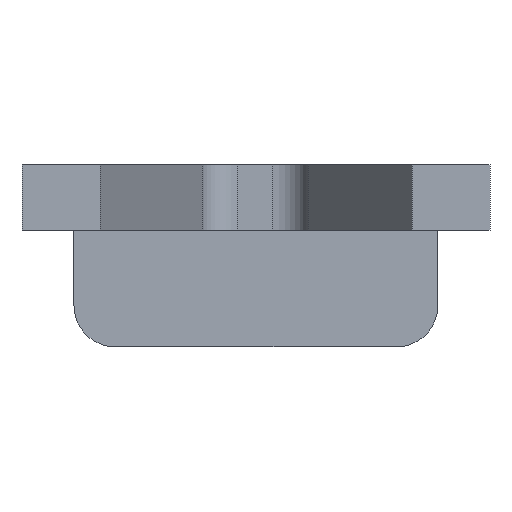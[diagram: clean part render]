
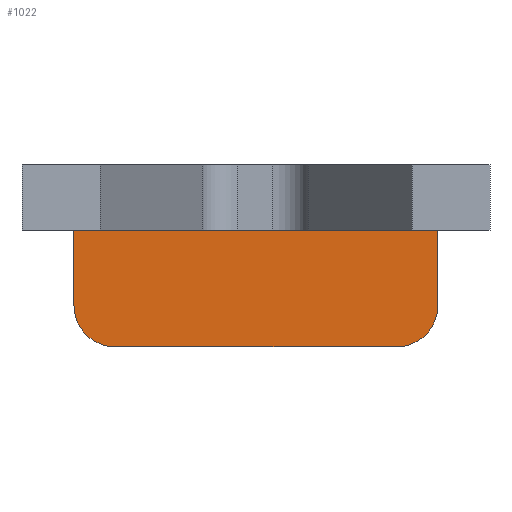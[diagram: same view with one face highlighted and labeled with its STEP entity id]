
A CAD part, left-side view. The second image highlights one B-rep face of the part: STEP entity #1022.
In plain terms, the highlighted planar face has unit normal (-1, 0, 0).
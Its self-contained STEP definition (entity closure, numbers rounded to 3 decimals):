
#75=LINE('',#1555,#187);
#84=LINE('',#1583,#196);
#97=LINE('',#1619,#209);
#99=LINE('',#1623,#211);
#102=LINE('',#1631,#214);
#104=LINE('',#1637,#216);
#105=LINE('',#1639,#217);
#106=LINE('',#1640,#218);
#187=VECTOR('',#1261,10.);
#196=VECTOR('',#1280,10.);
#209=VECTOR('',#1317,10.);
#211=VECTOR('',#1321,10.);
#214=VECTOR('',#1330,10.);
#216=VECTOR('',#1338,10.);
#217=VECTOR('',#1339,10.);
#218=VECTOR('',#1340,10.);
#266=PLANE('',#1101);
#331=FACE_OUTER_BOUND('',#397,.T.);
#397=EDGE_LOOP('',(#890,#891,#892,#893,#894,#895,#896,#897,#898,#899));
#439=CIRCLE('',#1097,8.);
#440=CIRCLE('',#1100,8.);
#500=VERTEX_POINT('',#1552);
#501=VERTEX_POINT('',#1554);
#514=VERTEX_POINT('',#1580);
#515=VERTEX_POINT('',#1582);
#526=VERTEX_POINT('',#1618);
#527=VERTEX_POINT('',#1622);
#528=VERTEX_POINT('',#1626);
#529=VERTEX_POINT('',#1630);
#530=VERTEX_POINT('',#1636);
#531=VERTEX_POINT('',#1638);
#617=EDGE_CURVE('',#501,#500,#75,.T.);
#631=EDGE_CURVE('',#515,#514,#84,.T.);
#649=EDGE_CURVE('',#515,#526,#97,.T.);
#651=EDGE_CURVE('',#527,#500,#99,.T.);
#653=EDGE_CURVE('',#528,#527,#439,.T.);
#655=EDGE_CURVE('',#529,#528,#102,.T.);
#657=EDGE_CURVE('',#526,#529,#440,.T.);
#658=EDGE_CURVE('',#501,#530,#104,.T.);
#659=EDGE_CURVE('',#514,#531,#105,.T.);
#660=EDGE_CURVE('',#530,#531,#106,.T.);
#890=ORIENTED_EDGE('',*,*,#658,.F.);
#891=ORIENTED_EDGE('',*,*,#617,.T.);
#892=ORIENTED_EDGE('',*,*,#651,.F.);
#893=ORIENTED_EDGE('',*,*,#653,.F.);
#894=ORIENTED_EDGE('',*,*,#655,.F.);
#895=ORIENTED_EDGE('',*,*,#657,.F.);
#896=ORIENTED_EDGE('',*,*,#649,.F.);
#897=ORIENTED_EDGE('',*,*,#631,.T.);
#898=ORIENTED_EDGE('',*,*,#659,.T.);
#899=ORIENTED_EDGE('',*,*,#660,.F.);
#1022=ADVANCED_FACE('',(#331),#266,.F.);
#1097=AXIS2_PLACEMENT_3D('',#1627,#1325,#1326);
#1100=AXIS2_PLACEMENT_3D('',#1634,#1334,#1335);
#1101=AXIS2_PLACEMENT_3D('',#1635,#1336,#1337);
#1261=DIRECTION('',(0.,1.,0.));
#1280=DIRECTION('',(0.,1.,0.));
#1317=DIRECTION('',(0.,0.,-1.));
#1321=DIRECTION('',(0.,0.,1.));
#1325=DIRECTION('center_axis',(1.,0.,0.));
#1326=DIRECTION('ref_axis',(0.,0.,-1.));
#1330=DIRECTION('',(0.,1.,0.));
#1334=DIRECTION('center_axis',(1.,0.,0.));
#1335=DIRECTION('ref_axis',(0.,-1.,0.));
#1336=DIRECTION('center_axis',(1.,0.,0.));
#1337=DIRECTION('ref_axis',(0.,0.,-1.));
#1338=DIRECTION('',(0.,0.,-1.));
#1339=DIRECTION('',(0.,0.,-1.));
#1340=DIRECTION('',(0.,-1.,0.));
#1552=CARTESIAN_POINT('',(0.,35.,80.));
#1554=CARTESIAN_POINT('',(0.,25.659,80.));
#1555=CARTESIAN_POINT('',(0.,25.659,80.));
#1580=CARTESIAN_POINT('',(0.,-25.289,80.));
#1582=CARTESIAN_POINT('',(0.,-35.,80.));
#1583=CARTESIAN_POINT('',(0.,25.659,80.));
#1618=CARTESIAN_POINT('',(0.,-35.,53.));
#1619=CARTESIAN_POINT('',(0.,-35.,80.));
#1622=CARTESIAN_POINT('',(0.,35.,53.));
#1623=CARTESIAN_POINT('',(0.,35.,53.));
#1626=CARTESIAN_POINT('',(0.,27.,45.));
#1627=CARTESIAN_POINT('Origin',(0.,27.,53.));
#1630=CARTESIAN_POINT('',(0.,-27.,45.));
#1631=CARTESIAN_POINT('',(0.,-27.,45.));
#1634=CARTESIAN_POINT('Origin',(0.,-27.,53.));
#1635=CARTESIAN_POINT('Origin',(0.,0.,62.5));
#1636=CARTESIAN_POINT('',(0.,25.659,67.5));
#1637=CARTESIAN_POINT('',(0.,25.659,80.));
#1638=CARTESIAN_POINT('',(0.,-25.289,67.5));
#1639=CARTESIAN_POINT('',(0.,-25.289,80.));
#1640=CARTESIAN_POINT('',(0.,-25.289,67.5));
